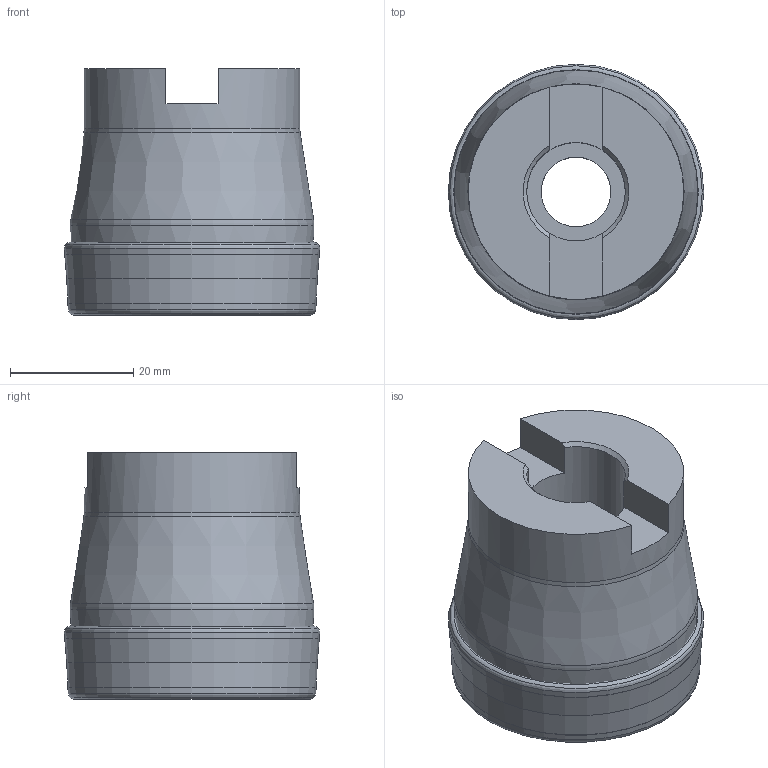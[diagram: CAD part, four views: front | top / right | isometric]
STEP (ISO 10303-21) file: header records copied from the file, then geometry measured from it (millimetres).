
FILE_DESCRIPTION(/* description */ (''),/* implementation_level */ '2;1');
FILE_NAME(/* name */ 'Final_stp.stp',/* time_stamp */ '2022-04-13T16:47:43+05:00',/* author */ (''),/* organization */ (''),/* preprocessor_version */ 'ST-DEVELOPER v16.7',/* originating_system */ 'SIEMENS PLM Software NX 12.0',/* authorisation */ '');
FILE_SCHEMA (('AUTOMOTIVE_DESIGN { 1 0 10303 214 3 1 1 1 }'));
Length unit declared in the file: millimetre
Products named in the file (4): CUT; NOCUT; ASSEMBLY_CONSTRUCTION; inpuC3F089259o1j
Assembly tree (3 placements, depth 2):
  inpuC3F089259o1j
    ASSEMBLY_CONSTRUCTION
    NOCUT
    CUT
Bounding box: 41.47 x 41.47 x 40.01 mm (x, y, z)
Volume: 48395.2 mm3; surface area: 12236.1 mm2
Topology: 2 solids, 2 shells, 54 faces, 126 edges, 83 vertices
Faces by surface type: revolution 32, plane 9, cylinder 5, cone 5, torus 3
Full cylindrical faces by diameter (mm): 11.3 x1, 16 x1, 35 x1
Entity records: 1827 total; most frequent: CARTESIAN_POINT 566, DIRECTION 228, ORIENTED_EDGE 156, EDGE_LOOP 96, AXIS2_PLACEMENT_3D 88, FACE_BOUND 84, EDGE_CURVE 78, VERTEX_POINT 66
